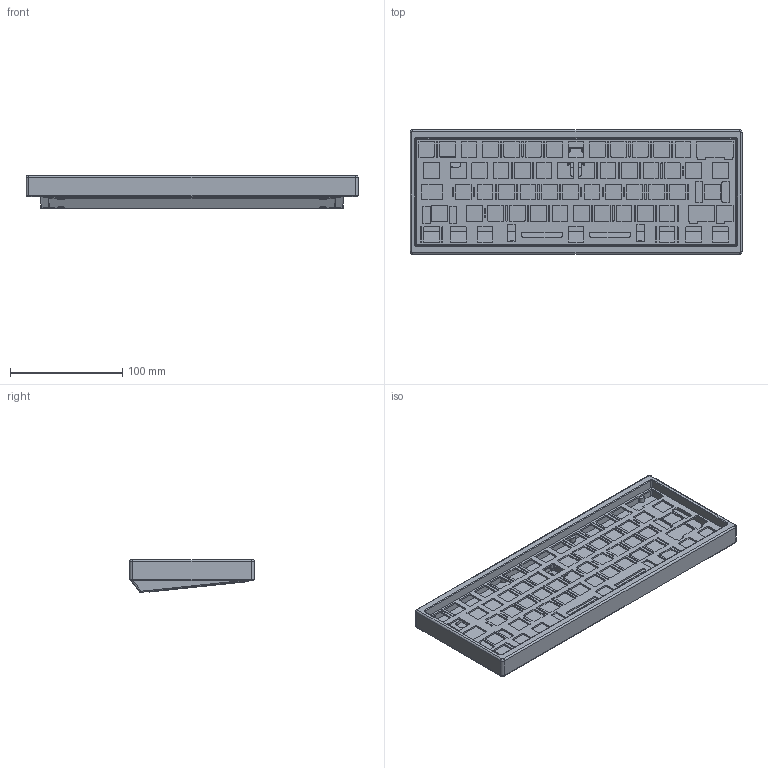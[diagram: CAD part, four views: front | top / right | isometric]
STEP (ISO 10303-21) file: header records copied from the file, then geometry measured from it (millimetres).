
FILE_DESCRIPTION(/* description */ (''),/* implementation_level */ '2;1');
FILE_NAME(/* name */ 'Gummy-60-HiddenJst',/* time_stamp */ '2022-04-26T10:42:43-04:00',/* author */ (''),/* organization */ (''),/* preprocessor_version */ 'ST-DEVELOPER v18.1',/* originating_system */ 'Autodesk Translation Framework v10.14.0.1471',/* authorisation */ '');
FILE_SCHEMA (('AUTOMOTIVE_DESIGN { 1 0 10303 214 3 1 1 }'));
Length unit declared in the file: millimetre
Products named in the file (1): Gummy-60
Bounding box: 295.7 x 110.8 x 29.13 mm (x, y, z)
Volume: 317657.1 mm3; surface area: 176993.1 mm2
Topology: 3 solids, 3 shells, 1198 faces, 3471 edges, 2276 vertices
Faces by surface type: cylinder 579, plane 559, cone 30, bspline 22, torus 8
Full cylindrical faces by diameter (mm): 1.6 x4, 2.529 x4, 3.2 x4, 8.5 x4
Entity records: 40850 total; most frequent: CARTESIAN_POINT 7772, DIRECTION 6979, ORIENTED_EDGE 6922, EDGE_CURVE 3461, AXIS2_PLACEMENT_3D 2373, VERTEX_POINT 2276, LINE 2233, VECTOR 2233
